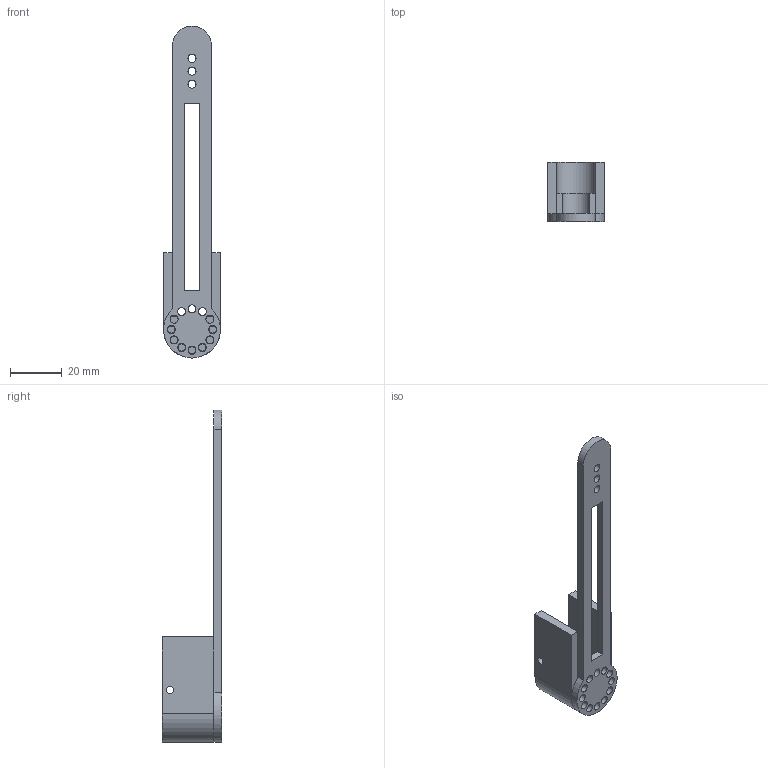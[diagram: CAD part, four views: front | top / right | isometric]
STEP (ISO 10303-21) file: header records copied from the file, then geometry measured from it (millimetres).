
FILE_DESCRIPTION(/* description */ (''),/* implementation_level */ '2;1');
FILE_NAME(/* name */ 'Rotatable Nozzle Base (new).step',/* time_stamp */ '2023-07-30T19:24:14+08:00',/* author */ (''),/* organization */ (''),/* preprocessor_version */ 'ST-DEVELOPER v19.2',/* originating_system */ 'Autodesk Translation Framework v11.17.0.187',/* authorisation */ '');
FILE_SCHEMA (('AUTOMOTIVE_DESIGN { 1 0 10303 214 3 1 1 }'));
Length unit declared in the file: millimetre
Products named in the file (1): Rotatable Nozzle Base (new)
Bounding box: 22.05 x 23 x 128.5 mm (x, y, z)
Volume: 10634.1 mm3; surface area: 9323.2 mm2
Topology: 2 solids, 2 shells, 57 faces, 138 edges, 92 vertices
Faces by surface type: cylinder 29, plane 28
Full cylindrical faces by diameter (mm): 2.8 x9, 3.1 x15
Entity records: 1794 total; most frequent: DIRECTION 312, CARTESIAN_POINT 288, ORIENTED_EDGE 276, EDGE_CURVE 138, AXIS2_PLACEMENT_3D 116, EDGE_LOOP 100, VERTEX_POINT 92, LINE 80
